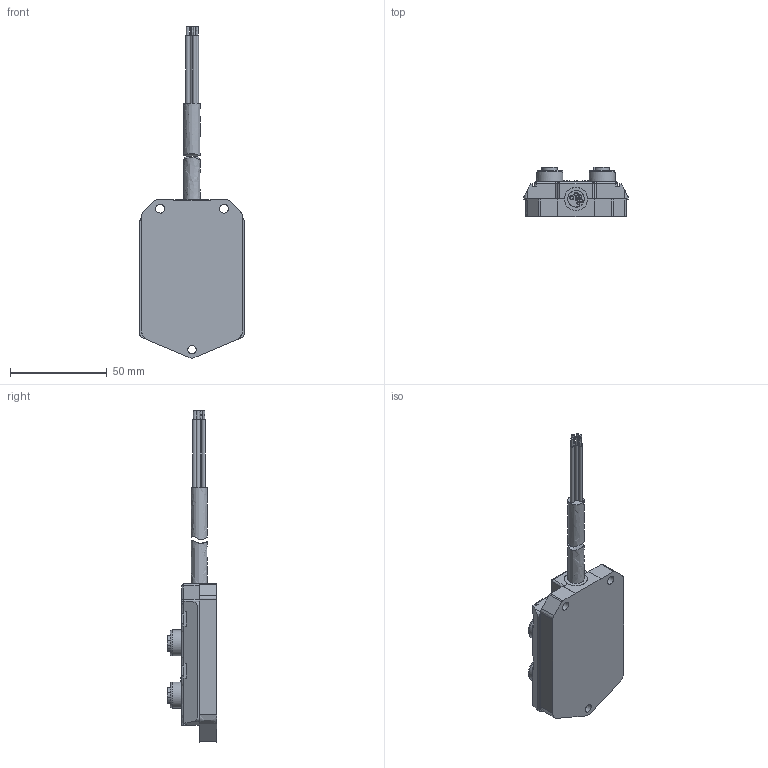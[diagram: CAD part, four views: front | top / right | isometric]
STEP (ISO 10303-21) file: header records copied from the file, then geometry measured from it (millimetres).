
FILE_DESCRIPTION( ('This file contains a STEP AP42 implementation' ,'as created by ZW3D STEP Interface translator.') ,'2;1' );
FILE_NAME( 'ASTU4-3-3AZ-23XX.stp' ,'211222.143347', (''), ('ZWCAD Software Co.'), 'Version 1.0', 'ZW3D to STEP translator', '' );
FILE_SCHEMA(('AUTOMOTIVE_DESIGN'));
Length unit declared in the file: millimetre
Products named in the file (2): 0; ASTU4-3-3AZ-23XX
Bounding box: 54 x 25.4 x 171.74 mm (x, y, z)
Volume: 69344.8 mm3; surface area: 19782.2 mm2
Topology: 2 solids, 2 shells, 561 faces, 1480 edges, 998 vertices
Faces by surface type: bspline 561
Entity records: 26039 total; most frequent: CARTESIAN_POINT 16576, ORIENTED_EDGE 2930, EDGE_CURVE 1465, B_SPLINE_CURVE_WITH_KNOTS 1250, VERTEX_POINT 979, EDGE_LOOP 638, FACE_OUTER_BOUND 561, ADVANCED_FACE 561
